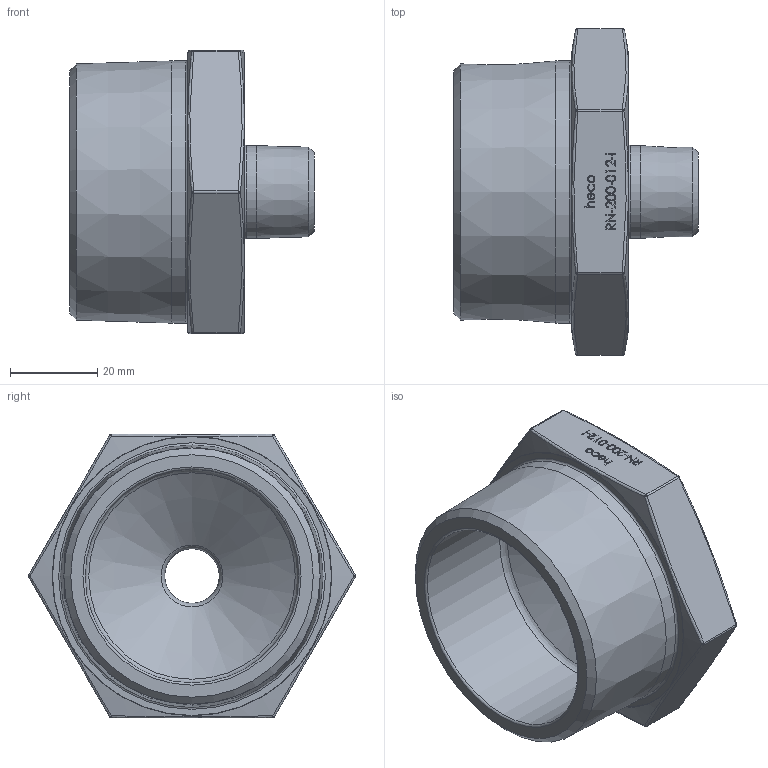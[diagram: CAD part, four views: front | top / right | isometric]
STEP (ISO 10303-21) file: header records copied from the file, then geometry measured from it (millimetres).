
FILE_DESCRIPTION (( 'STEP AP214' ), '1' );
FILE_NAME ('RN-200-012-I 2309.STEP', '2023-09-13T11:11:55', ( '' ), ( '' ), 'SwSTEP 2.0', 'SolidWorks 2019', '' );
FILE_SCHEMA (( 'AUTOMOTIVE_DESIGN' ));
Length unit declared in the file: millimetre
Products named in the file (1): RN-200-012-I  2309
Bounding box: 56 x 74.9 x 65.01 mm (x, y, z)
Volume: 67385.2 mm3; surface area: 20329.7 mm2
Topology: 1 solids, 1 shells, 228 faces, 572 edges, 366 vertices
Faces by surface type: plane 100, bspline 91, sphere 12, cylinder 10, torus 8, cone 7
Full cylindrical faces by diameter (mm): 12.5 x1, 21.267 x1, 49 x1, 60.083 x1
Entity records: 13634 total; most frequent: CARTESIAN_POINT 7143, ORIENTED_EDGE 1070, DIRECTION 687, EDGE_CURVE 535, VERTEX_POINT 352, VECTOR 295, LINE 295, EDGE_LOOP 273
